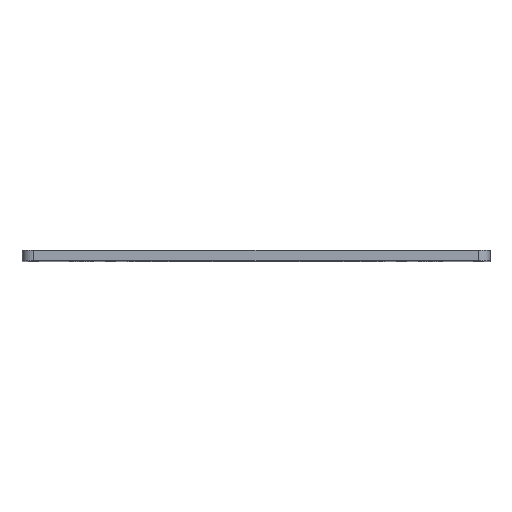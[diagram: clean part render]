
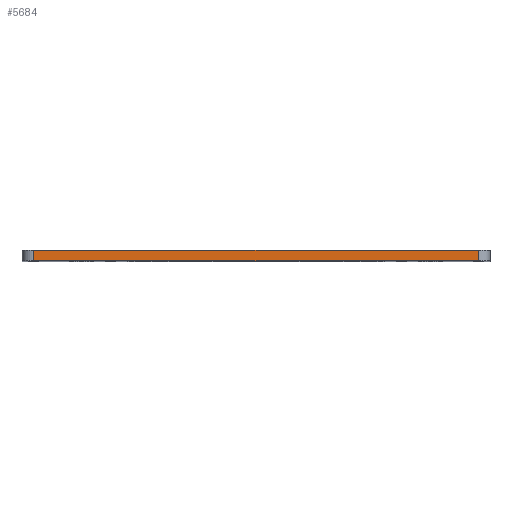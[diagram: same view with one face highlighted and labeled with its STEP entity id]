
A CAD part, top view. The second image highlights one B-rep face of the part: STEP entity #5684.
In plain terms, the highlighted planar face has unit normal (0, 0, 1).
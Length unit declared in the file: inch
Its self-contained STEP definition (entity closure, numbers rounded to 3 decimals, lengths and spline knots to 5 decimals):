
#64 = ORIENTED_EDGE ( 'NONE', *, *, #5479, .T. ) ;
#203 = VERTEX_POINT ( 'NONE', #6427 ) ;
#209 = LINE ( 'NONE', #6160, #4317 ) ;
#251 = VECTOR ( 'NONE', #5496, 39.37008 ) ;
#389 = DIRECTION ( 'NONE',  ( 1., 0., 0. ) ) ;
#727 = VECTOR ( 'NONE', #3163, 39.37008 ) ;
#1335 = DIRECTION ( 'NONE',  ( -1., 0., 0. ) ) ;
#1370 = VERTEX_POINT ( 'NONE', #3608 ) ;
#1640 = EDGE_CURVE ( 'NONE', #203, #1370, #1664, .T. ) ;
#1664 = LINE ( 'NONE', #3294, #727 ) ;
#1740 = LINE ( 'NONE', #2407, #251 ) ;
#1831 = DIRECTION ( 'NONE',  ( 0., 0., -1. ) ) ;
#2407 = CARTESIAN_POINT ( 'NONE',  ( 4.75, 0.22, 5. ) ) ;
#3145 = DIRECTION ( 'NONE',  ( 0., -1., 0. ) ) ;
#3163 = DIRECTION ( 'NONE',  ( 1., 0., 0. ) ) ;
#3258 = AXIS2_PLACEMENT_3D ( 'NONE', #5517, #1831, #1335 ) ;
#3294 = CARTESIAN_POINT ( 'NONE',  ( -5., 0., 5. ) ) ;
#3466 = CARTESIAN_POINT ( 'NONE',  ( 4.75, 0.22, 5. ) ) ;
#3608 = CARTESIAN_POINT ( 'NONE',  ( 4.75, 0., 5. ) ) ;
#3934 = VERTEX_POINT ( 'NONE', #5500 ) ;
#4317 = VECTOR ( 'NONE', #3145, 39.37008 ) ;
#4535 = VECTOR ( 'NONE', #389, 39.37008 ) ;
#4666 = EDGE_CURVE ( 'NONE', #3934, #5721, #5933, .T. ) ;
#4928 = PLANE ( 'NONE',  #3258 ) ;
#5010 = EDGE_CURVE ( 'NONE', #1370, #5721, #1740, .T. ) ;
#5385 = EDGE_LOOP ( 'NONE', ( #6103, #5655, #6335, #64 ) ) ;
#5479 = EDGE_CURVE ( 'NONE', #3934, #203, #209, .T. ) ;
#5487 = FACE_OUTER_BOUND ( 'NONE', #5385, .T. ) ;
#5496 = DIRECTION ( 'NONE',  ( 0., 1., 0. ) ) ;
#5500 = CARTESIAN_POINT ( 'NONE',  ( -4.75, 0.22, 5. ) ) ;
#5517 = CARTESIAN_POINT ( 'NONE',  ( -5., 0.22, 5. ) ) ;
#5535 = CARTESIAN_POINT ( 'NONE',  ( -5., 0.22, 5. ) ) ;
#5655 = ORIENTED_EDGE ( 'NONE', *, *, #5010, .T. ) ;
#5684 = ADVANCED_FACE ( 'NONE', ( #5487 ), #4928, .F. ) ;
#5721 = VERTEX_POINT ( 'NONE', #3466 ) ;
#5933 = LINE ( 'NONE', #5535, #4535 ) ;
#6103 = ORIENTED_EDGE ( 'NONE', *, *, #1640, .T. ) ;
#6160 = CARTESIAN_POINT ( 'NONE',  ( -4.75, 0.22, 5. ) ) ;
#6335 = ORIENTED_EDGE ( 'NONE', *, *, #4666, .F. ) ;
#6427 = CARTESIAN_POINT ( 'NONE',  ( -4.75, 0., 5. ) ) ;
